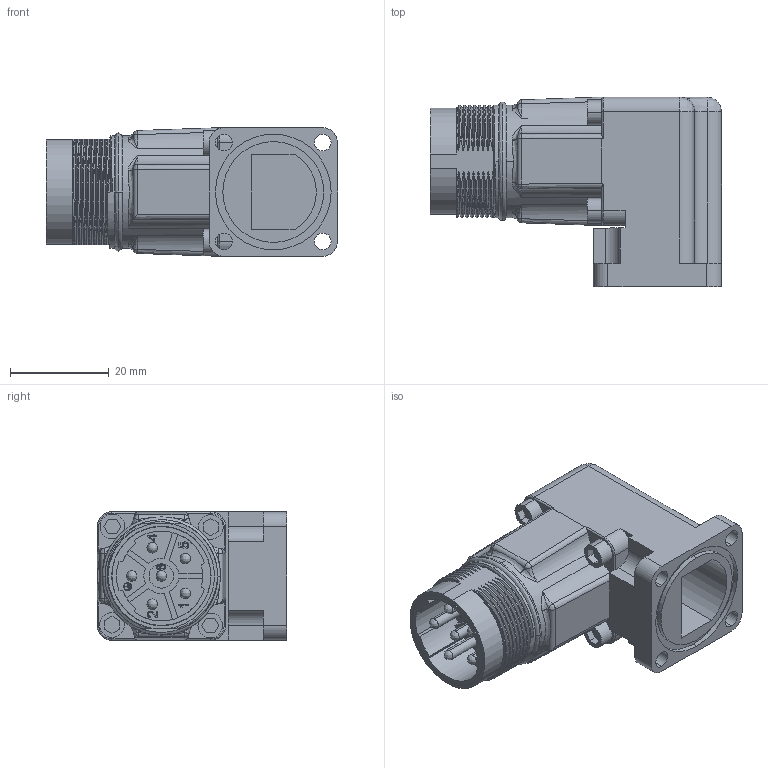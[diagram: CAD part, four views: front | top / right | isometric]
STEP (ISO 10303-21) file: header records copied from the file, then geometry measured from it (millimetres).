
FILE_DESCRIPTION (( 'STEP AP203' ), '1' );
FILE_NAME ('P410.STEP', '2020-04-15T07:30:43', ( 'edpusr' ), ( 'Microsoft' ), 'SwSTEP 2.0', 'SolidWorks 2015', '' );
FILE_SCHEMA (( 'CONFIG_CONTROL_DESIGN' ));
Products named in the file (1): P410
Bounding box: 58.9 x 38.4 x 26 mm (x, y, z)
Volume: 25462.7 mm3; surface area: 18759.4 mm2
Topology: 1 solids, 14 shells, 553 faces, 1420 edges, 900 vertices
Faces by surface type: plane 200, cylinder 183, bspline 152, cone 18
Entity records: 34242 total; most frequent: CARTESIAN_POINT 21855, ORIENTED_EDGE 2770, DIRECTION 2260, EDGE_CURVE 1385, VERTEX_POINT 900, AXIS2_PLACEMENT_3D 808, LINE 644, VECTOR 644
